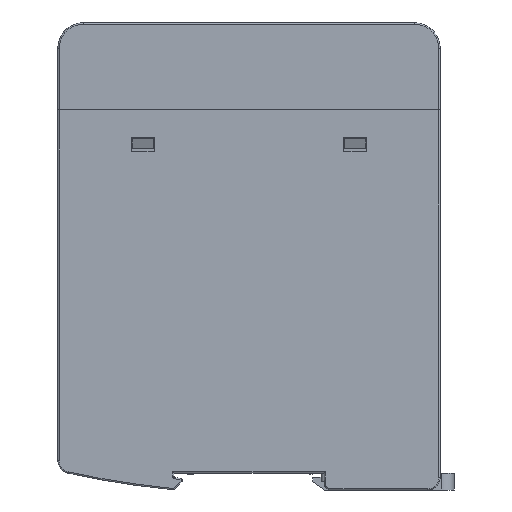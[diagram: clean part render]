
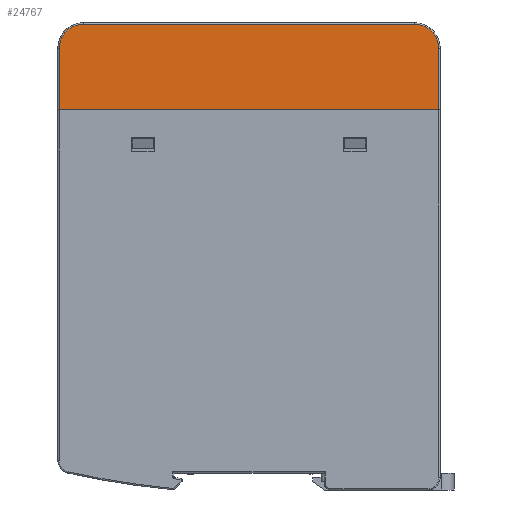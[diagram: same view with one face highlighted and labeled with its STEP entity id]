
A CAD part, left-side view. The second image highlights one B-rep face of the part: STEP entity #24767.
In plain terms, the highlighted planar face has unit normal (-1, 0, 0).
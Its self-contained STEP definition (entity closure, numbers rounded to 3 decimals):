
#1813 = VERTEX_POINT ( 'NONE', #46286 ) ;
#1916 = CARTESIAN_POINT ( 'NONE',  ( -16., 45., 89.7 ) ) ;
#2293 = ORIENTED_EDGE ( 'NONE', *, *, #36609, .T. ) ;
#2383 = VERTEX_POINT ( 'NONE', #3006 ) ;
#2860 = LINE ( 'NONE', #34558, #35336 ) ;
#3006 = CARTESIAN_POINT ( 'NONE',  ( -16., 39., 89.7 ) ) ;
#4795 = DIRECTION ( 'NONE',  ( -1., 0., 0. ) ) ;
#6594 = DIRECTION ( 'NONE',  ( 0., 1., 0. ) ) ;
#6718 = VECTOR ( 'NONE', #6594, 1000. ) ;
#6737 = ORIENTED_EDGE ( 'NONE', *, *, #20891, .T. ) ;
#6972 = EDGE_CURVE ( 'NONE', #17648, #2383, #46414, .T. ) ;
#7467 = CARTESIAN_POINT ( 'NONE',  ( -16., 39., 84. ) ) ;
#8115 = DIRECTION ( 'NONE',  ( 0., -1., 0. ) ) ;
#11699 = AXIS2_PLACEMENT_3D ( 'NONE', #7467, #23475, #39457 ) ;
#11791 = CARTESIAN_POINT ( 'NONE',  ( -16., -44.7, 84. ) ) ;
#11874 = AXIS2_PLACEMENT_3D ( 'NONE', #18452, #14539, #30256 ) ;
#11955 = ORIENTED_EDGE ( 'NONE', *, *, #45994, .T. ) ;
#12701 = CIRCLE ( 'NONE', #11874, 5.7 ) ;
#12987 = CARTESIAN_POINT ( 'NONE',  ( -16., 44.7, 69.6 ) ) ;
#13719 = VECTOR ( 'NONE', #37250, 1000. ) ;
#14539 = DIRECTION ( 'NONE',  ( -1., 0., 0. ) ) ;
#14909 = DIRECTION ( 'NONE',  ( 0., 0., -1. ) ) ;
#17648 = VERTEX_POINT ( 'NONE', #46225 ) ;
#18452 = CARTESIAN_POINT ( 'NONE',  ( -16., -39., 84. ) ) ;
#20891 = EDGE_CURVE ( 'NONE', #31636, #23739, #49012, .T. ) ;
#21272 = CARTESIAN_POINT ( 'NONE',  ( -16., -44.7, 73. ) ) ;
#22371 = ORIENTED_EDGE ( 'NONE', *, *, #33945, .T. ) ;
#22714 = CARTESIAN_POINT ( 'NONE',  ( -16., -44.7, 69.6 ) ) ;
#23475 = DIRECTION ( 'NONE',  ( -1., 0., 0. ) ) ;
#23739 = VERTEX_POINT ( 'NONE', #11791 ) ;
#24276 = EDGE_CURVE ( 'NONE', #23739, #17648, #12701, .T. ) ;
#24767 = ADVANCED_FACE ( 'NONE', ( #36746 ), #47737, .T. ) ;
#26002 = VECTOR ( 'NONE', #8115, 1000. ) ;
#28297 = CARTESIAN_POINT ( 'NONE',  ( -16., -44.7, 69.6 ) ) ;
#28374 = CARTESIAN_POINT ( 'NONE',  ( -16., 45., 73. ) ) ;
#29075 = ORIENTED_EDGE ( 'NONE', *, *, #6972, .T. ) ;
#30125 = CIRCLE ( 'NONE', #11699, 5.7 ) ;
#30256 = DIRECTION ( 'NONE',  ( 0., -1., 0. ) ) ;
#31636 = VERTEX_POINT ( 'NONE', #22714 ) ;
#31799 = DIRECTION ( 'NONE',  ( 0., 1., 0. ) ) ;
#33131 = AXIS2_PLACEMENT_3D ( 'NONE', #28374, #4795, #31799 ) ;
#33945 = EDGE_CURVE ( 'NONE', #41700, #31636, #43982, .T. ) ;
#34558 = CARTESIAN_POINT ( 'NONE',  ( -16., 44.7, 73. ) ) ;
#35336 = VECTOR ( 'NONE', #14909, 1000. ) ;
#36609 = EDGE_CURVE ( 'NONE', #1813, #41700, #2860, .T. ) ;
#36746 = FACE_OUTER_BOUND ( 'NONE', #43145, .T. ) ;
#37250 = DIRECTION ( 'NONE',  ( 0., 0., 1. ) ) ;
#37689 = ORIENTED_EDGE ( 'NONE', *, *, #24276, .T. ) ;
#39457 = DIRECTION ( 'NONE',  ( 0., -1., 0. ) ) ;
#41700 = VERTEX_POINT ( 'NONE', #12987 ) ;
#43145 = EDGE_LOOP ( 'NONE', ( #2293, #22371, #6737, #37689, #29075, #11955 ) ) ;
#43982 = LINE ( 'NONE', #28297, #26002 ) ;
#45994 = EDGE_CURVE ( 'NONE', #2383, #1813, #30125, .T. ) ;
#46225 = CARTESIAN_POINT ( 'NONE',  ( -16., -39., 89.7 ) ) ;
#46286 = CARTESIAN_POINT ( 'NONE',  ( -16., 44.7, 84. ) ) ;
#46414 = LINE ( 'NONE', #1916, #6718 ) ;
#47737 = PLANE ( 'NONE',  #33131 ) ;
#49012 = LINE ( 'NONE', #21272, #13719 ) ;
